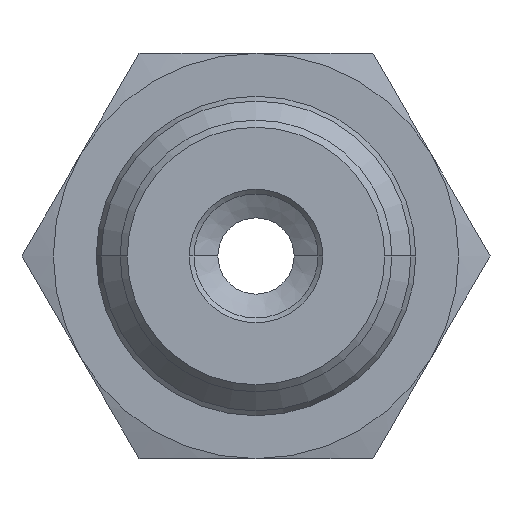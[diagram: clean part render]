
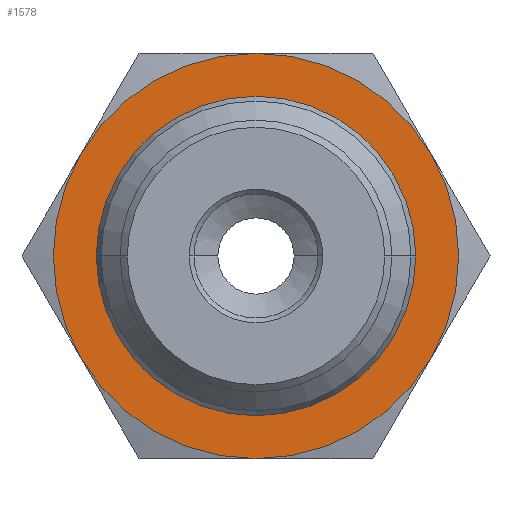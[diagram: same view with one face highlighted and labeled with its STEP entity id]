
A CAD part, front view. The second image highlights one B-rep face of the part: STEP entity #1578.
In plain terms, the highlighted planar face has unit normal (0, -1, 0).
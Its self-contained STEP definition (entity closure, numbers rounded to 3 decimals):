
#254=CARTESIAN_POINT('',(0.,0.,0.));
#255=DIRECTION('',(0.,-1.,0.));
#256=DIRECTION('',(-1.,0.,0.));
#257=AXIS2_PLACEMENT_3D('',#254,#255,#256);
#259=CARTESIAN_POINT('',(0.,0.,0.));
#260=DIRECTION('',(0.,1.,0.));
#261=DIRECTION('',(-1.,0.,0.));
#262=AXIS2_PLACEMENT_3D('',#259,#260,#261);
#264=CARTESIAN_POINT('',(0.,0.,0.));
#265=DIRECTION('',(0.,1.,0.));
#266=DIRECTION('',(0.,0.,1.));
#267=AXIS2_PLACEMENT_3D('',#264,#265,#266);
#269=CARTESIAN_POINT('',(0.,0.,0.));
#270=DIRECTION('',(0.,1.,0.));
#271=DIRECTION('',(0.866,0.,0.5));
#272=AXIS2_PLACEMENT_3D('',#269,#270,#271);
#274=CARTESIAN_POINT('',(0.,0.,0.));
#275=DIRECTION('',(0.,1.,0.));
#276=DIRECTION('',(0.866,0.,-0.5));
#277=AXIS2_PLACEMENT_3D('',#274,#275,#276);
#279=CARTESIAN_POINT('',(0.,0.,0.));
#280=DIRECTION('',(0.,1.,0.));
#281=DIRECTION('',(0.,0.,-1.));
#282=AXIS2_PLACEMENT_3D('',#279,#280,#281);
#284=CARTESIAN_POINT('',(0.,0.,0.));
#285=DIRECTION('',(0.,1.,0.));
#286=DIRECTION('',(-0.866,0.,-0.5));
#287=AXIS2_PLACEMENT_3D('',#284,#285,#286);
#325=CARTESIAN_POINT('',(0.,0.,0.));
#326=DIRECTION('',(0.,1.,0.));
#327=DIRECTION('',(-0.866,0.,0.5));
#328=AXIS2_PLACEMENT_3D('',#325,#326,#327);
#1046=CARTESIAN_POINT('',(-6.7,0.,0.));
#1047=VERTEX_POINT('',#1046);
#1052=CARTESIAN_POINT('',(6.7,0.,0.));
#1053=VERTEX_POINT('',#1052);
#1054=CARTESIAN_POINT('',(0.,0.,8.5));
#1055=CARTESIAN_POINT('',(7.361,0.,4.25));
#1056=VERTEX_POINT('',#1054);
#1057=VERTEX_POINT('',#1055);
#1058=CARTESIAN_POINT('',(7.361,0.,-4.25));
#1059=VERTEX_POINT('',#1058);
#1064=CARTESIAN_POINT('',(-7.361,0.,4.25));
#1065=VERTEX_POINT('',#1064);
#1102=CARTESIAN_POINT('',(0.,0.,-8.5));
#1103=VERTEX_POINT('',#1102);
#1104=CARTESIAN_POINT('',(-7.361,0.,-4.25));
#1105=VERTEX_POINT('',#1104);
#1555=CARTESIAN_POINT('',(0.,0.,0.));
#1556=DIRECTION('',(0.,-1.,0.));
#1557=DIRECTION('',(-1.,0.,0.));
#1558=AXIS2_PLACEMENT_3D('',#1555,#1556,#1557);
#1559=PLANE('',#1558);
#1561=ORIENTED_EDGE('',*,*,#1560,.T.);
#1563=ORIENTED_EDGE('',*,*,#1562,.T.);
#1565=ORIENTED_EDGE('',*,*,#1564,.T.);
#1567=ORIENTED_EDGE('',*,*,#1566,.T.);
#1569=ORIENTED_EDGE('',*,*,#1568,.T.);
#1571=ORIENTED_EDGE('',*,*,#1570,.T.);
#1572=EDGE_LOOP('',(#1561,#1563,#1565,#1567,#1569,#1571));
#1573=FACE_OUTER_BOUND('',#1572,.F.);
#1574=ORIENTED_EDGE('',*,*,#1550,.T.);
#1575=ORIENTED_EDGE('',*,*,#1534,.F.);
#1576=EDGE_LOOP('',(#1574,#1575));
#1577=FACE_BOUND('',#1576,.F.);
#1578=ADVANCED_FACE('',(#1573,#1577),#1559,.T.);
#258=CIRCLE('',#257,6.7);
#263=CIRCLE('',#262,6.7);
#268=CIRCLE('',#267,8.5);
#273=CIRCLE('',#272,8.5);
#278=CIRCLE('',#277,8.5);
#283=CIRCLE('',#282,8.5);
#288=CIRCLE('',#287,8.5);
#329=CIRCLE('',#328,8.5);
#1534=EDGE_CURVE('',#1047,#1053,#263,.T.);
#1550=EDGE_CURVE('',#1047,#1053,#258,.T.);
#1560=EDGE_CURVE('',#1056,#1057,#268,.T.);
#1562=EDGE_CURVE('',#1057,#1059,#273,.T.);
#1564=EDGE_CURVE('',#1059,#1103,#278,.T.);
#1566=EDGE_CURVE('',#1103,#1105,#283,.T.);
#1568=EDGE_CURVE('',#1105,#1065,#288,.T.);
#1570=EDGE_CURVE('',#1065,#1056,#329,.T.);
